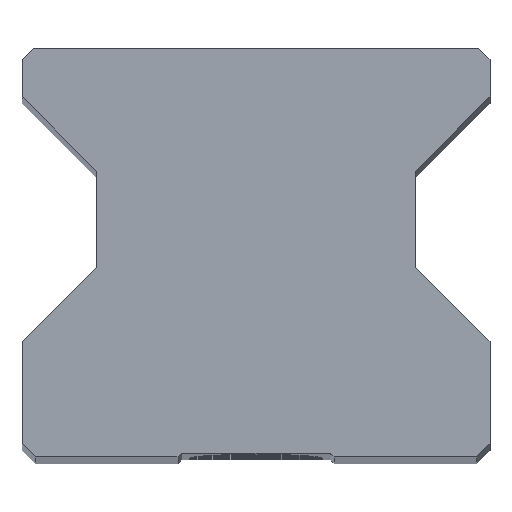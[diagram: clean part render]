
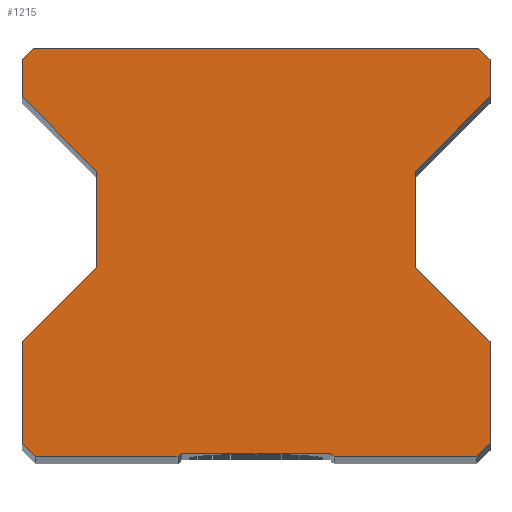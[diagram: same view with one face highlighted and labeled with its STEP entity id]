
A CAD part, top view. The second image highlights one B-rep face of the part: STEP entity #1215.
In plain terms, the highlighted planar face has unit normal (0, 0, 1).
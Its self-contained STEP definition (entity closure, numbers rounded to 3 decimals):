
#8 = DIRECTION ( 'NONE',  ( 0.707, -0.707, 0. ) ) ;
#9 = CARTESIAN_POINT ( 'NONE',  ( -31.5, -12.065, 523. ) ) ;
#31 = EDGE_CURVE ( 'NONE', #1104, #674, #491, .T. ) ;
#52 = CARTESIAN_POINT ( 'NONE',  ( -21.5, -2.065, 523. ) ) ;
#77 = DIRECTION ( 'NONE',  ( 0.707, -0.707, 0. ) ) ;
#95 = VERTEX_POINT ( 'NONE', #804 ) ;
#99 = ORIENTED_EDGE ( 'NONE', *, *, #1611, .F. ) ;
#106 = VERTEX_POINT ( 'NONE', #354 ) ;
#134 = ORIENTED_EDGE ( 'NONE', *, *, #31, .F. ) ;
#157 = CARTESIAN_POINT ( 'NONE',  ( -31.5, -25.801, 523. ) ) ;
#158 = EDGE_CURVE ( 'NONE', #488, #1162, #555, .T. ) ;
#182 = CARTESIAN_POINT ( 'NONE',  ( -30., 27.399, 523. ) ) ;
#194 = CARTESIAN_POINT ( 'NONE',  ( -31.5, 25.899, 523. ) ) ;
#204 = VECTOR ( 'NONE', #1801, 1000. ) ;
#209 = CARTESIAN_POINT ( 'NONE',  ( -21.5, 10.864, 523. ) ) ;
#246 = CARTESIAN_POINT ( 'NONE',  ( -30., 27.399, 523. ) ) ;
#247 = LINE ( 'NONE', #527, #204 ) ;
#270 = DIRECTION ( 'NONE',  ( -0.707, 0.707, 0. ) ) ;
#281 = DIRECTION ( 'NONE',  ( 0., -1., 0. ) ) ;
#287 = CARTESIAN_POINT ( 'NONE',  ( 31.5, 20.863, 523. ) ) ;
#316 = VERTEX_POINT ( 'NONE', #573 ) ;
#324 = DIRECTION ( 'NONE',  ( 0., 0., 1. ) ) ;
#338 = CARTESIAN_POINT ( 'NONE',  ( 31.5, 25.899, 523. ) ) ;
#344 = DIRECTION ( 'NONE',  ( 0., 1., 0. ) ) ;
#348 = DIRECTION ( 'NONE',  ( 0., 1., 0. ) ) ;
#352 = CARTESIAN_POINT ( 'NONE',  ( 10., -27.101, 523. ) ) ;
#354 = CARTESIAN_POINT ( 'NONE',  ( 31.5, -25.801, 523. ) ) ;
#376 = ORIENTED_EDGE ( 'NONE', *, *, #1997, .F. ) ;
#423 = CARTESIAN_POINT ( 'NONE',  ( -10., -27.101, 523. ) ) ;
#432 = EDGE_CURVE ( 'NONE', #794, #1442, #1295, .T. ) ;
#439 = LINE ( 'NONE', #1375, #1872 ) ;
#474 = EDGE_CURVE ( 'NONE', #1744, #858, #502, .T. ) ;
#488 = VERTEX_POINT ( 'NONE', #1127 ) ;
#491 = LINE ( 'NONE', #1277, #521 ) ;
#492 = FACE_OUTER_BOUND ( 'NONE', #569, .T. ) ;
#502 = LINE ( 'NONE', #822, #1313 ) ;
#521 = VECTOR ( 'NONE', #344, 1000. ) ;
#527 = CARTESIAN_POINT ( 'NONE',  ( -31.5, -12.065, 523. ) ) ;
#530 = LINE ( 'NONE', #1005, #1644 ) ;
#534 = LINE ( 'NONE', #52, #1505 ) ;
#539 = CARTESIAN_POINT ( 'NONE',  ( -10., -27.101, 523. ) ) ;
#545 = CARTESIAN_POINT ( 'NONE',  ( 21.5, -2.065, 523. ) ) ;
#549 = VERTEX_POINT ( 'NONE', #246 ) ;
#555 = LINE ( 'NONE', #545, #1775 ) ;
#562 = CARTESIAN_POINT ( 'NONE',  ( 29.7, -27.601, 523. ) ) ;
#569 = EDGE_LOOP ( 'NONE', ( #1507, #2001, #1182, #1539, #1623, #826, #1631, #1371, #739, #99, #1362, #1764, #636, #866, #134, #2017, #1869, #888, #376, #1523 ) ) ;
#573 = CARTESIAN_POINT ( 'NONE',  ( -10.5, -27.601, 523. ) ) ;
#611 = CARTESIAN_POINT ( 'NONE',  ( 31.5, -12.065, 523. ) ) ;
#636 = ORIENTED_EDGE ( 'NONE', *, *, #1651, .F. ) ;
#641 = DIRECTION ( 'NONE',  ( -1., 0., 0. ) ) ;
#654 = PLANE ( 'NONE',  #1966 ) ;
#668 = LINE ( 'NONE', #1107, #1450 ) ;
#672 = CARTESIAN_POINT ( 'NONE',  ( 31.5, 20.863, 523. ) ) ;
#674 = VERTEX_POINT ( 'NONE', #710 ) ;
#687 = DIRECTION ( 'NONE',  ( 0., 1., 0. ) ) ;
#694 = DIRECTION ( 'NONE',  ( -0.707, -0.707, 0. ) ) ;
#710 = CARTESIAN_POINT ( 'NONE',  ( -31.5, 25.899, 523. ) ) ;
#718 = EDGE_CURVE ( 'NONE', #95, #1104, #983, .T. ) ;
#719 = VERTEX_POINT ( 'NONE', #1349 ) ;
#739 = ORIENTED_EDGE ( 'NONE', *, *, #1025, .F. ) ;
#744 = CARTESIAN_POINT ( 'NONE',  ( 10.5, -27.601, 523. ) ) ;
#793 = LINE ( 'NONE', #157, #821 ) ;
#794 = VERTEX_POINT ( 'NONE', #562 ) ;
#804 = CARTESIAN_POINT ( 'NONE',  ( -21.5, 10.864, 523. ) ) ;
#812 = LINE ( 'NONE', #182, #1318 ) ;
#818 = DIRECTION ( 'NONE',  ( -1., 0., 0. ) ) ;
#821 = VECTOR ( 'NONE', #348, 1000. ) ;
#822 = CARTESIAN_POINT ( 'NONE',  ( 30., 27.399, 523. ) ) ;
#826 = ORIENTED_EDGE ( 'NONE', *, *, #1324, .F. ) ;
#832 = DIRECTION ( 'NONE',  ( -0.707, 0.707, 0. ) ) ;
#837 = VERTEX_POINT ( 'NONE', #1249 ) ;
#844 = DIRECTION ( 'NONE',  ( 0., -1., 0. ) ) ;
#858 = VERTEX_POINT ( 'NONE', #338 ) ;
#862 = LINE ( 'NONE', #1365, #1348 ) ;
#866 = ORIENTED_EDGE ( 'NONE', *, *, #988, .F. ) ;
#888 = ORIENTED_EDGE ( 'NONE', *, *, #1743, .F. ) ;
#913 = LINE ( 'NONE', #1724, #2000 ) ;
#940 = EDGE_CURVE ( 'NONE', #837, #95, #534, .T. ) ;
#951 = VECTOR ( 'NONE', #1589, 1000. ) ;
#957 = LINE ( 'NONE', #352, #951 ) ;
#983 = LINE ( 'NONE', #209, #1868 ) ;
#988 = EDGE_CURVE ( 'NONE', #674, #549, #1192, .T. ) ;
#1000 = CARTESIAN_POINT ( 'NONE',  ( 30., 27.399, 523. ) ) ;
#1005 = CARTESIAN_POINT ( 'NONE',  ( 31.5, -25.801, 523. ) ) ;
#1025 = EDGE_CURVE ( 'NONE', #1671, #488, #439, .T. ) ;
#1045 = DIRECTION ( 'NONE',  ( -0.707, -0.707, 0. ) ) ;
#1081 = VECTOR ( 'NONE', #1533, 1000. ) ;
#1104 = VERTEX_POINT ( 'NONE', #1396 ) ;
#1107 = CARTESIAN_POINT ( 'NONE',  ( -10.5, -27.601, 523. ) ) ;
#1112 = VECTOR ( 'NONE', #641, 1000. ) ;
#1127 = CARTESIAN_POINT ( 'NONE',  ( 21.5, -2.065, 523. ) ) ;
#1151 = EDGE_CURVE ( 'NONE', #1795, #719, #1888, .T. ) ;
#1162 = VERTEX_POINT ( 'NONE', #611 ) ;
#1182 = ORIENTED_EDGE ( 'NONE', *, *, #1591, .F. ) ;
#1192 = LINE ( 'NONE', #194, #1204 ) ;
#1197 = LINE ( 'NONE', #423, #1282 ) ;
#1204 = VECTOR ( 'NONE', #1976, 1000. ) ;
#1215 = ADVANCED_FACE ( 'NONE', ( #492 ), #654, .T. ) ;
#1217 = CARTESIAN_POINT ( 'NONE',  ( -29.7, -27.601, 523. ) ) ;
#1234 = CARTESIAN_POINT ( 'NONE',  ( 10., -27.101, 523. ) ) ;
#1239 = LINE ( 'NONE', #1373, #1673 ) ;
#1249 = CARTESIAN_POINT ( 'NONE',  ( -21.5, -2.065, 523. ) ) ;
#1254 = DIRECTION ( 'NONE',  ( -0.707, -0.707, 0. ) ) ;
#1277 = CARTESIAN_POINT ( 'NONE',  ( -31.5, 20.863, 523. ) ) ;
#1282 = VECTOR ( 'NONE', #1045, 1000. ) ;
#1294 = VERTEX_POINT ( 'NONE', #539 ) ;
#1295 = LINE ( 'NONE', #1588, #1112 ) ;
#1307 = EDGE_CURVE ( 'NONE', #1162, #106, #862, .T. ) ;
#1313 = VECTOR ( 'NONE', #8, 1000. ) ;
#1318 = VECTOR ( 'NONE', #1615, 1000. ) ;
#1324 = EDGE_CURVE ( 'NONE', #106, #794, #530, .T. ) ;
#1348 = VECTOR ( 'NONE', #844, 1000. ) ;
#1349 = CARTESIAN_POINT ( 'NONE',  ( -31.5, -25.801, 523. ) ) ;
#1362 = ORIENTED_EDGE ( 'NONE', *, *, #1451, .F. ) ;
#1365 = CARTESIAN_POINT ( 'NONE',  ( 31.5, -12.065, 523. ) ) ;
#1371 = ORIENTED_EDGE ( 'NONE', *, *, #158, .F. ) ;
#1373 = CARTESIAN_POINT ( 'NONE',  ( 31.5, 25.899, 523. ) ) ;
#1375 = CARTESIAN_POINT ( 'NONE',  ( 21.5, 10.864, 523. ) ) ;
#1396 = CARTESIAN_POINT ( 'NONE',  ( -31.5, 20.863, 523. ) ) ;
#1437 = VERTEX_POINT ( 'NONE', #287 ) ;
#1442 = VERTEX_POINT ( 'NONE', #744 ) ;
#1450 = VECTOR ( 'NONE', #818, 1000. ) ;
#1451 = EDGE_CURVE ( 'NONE', #858, #1437, #1239, .T. ) ;
#1473 = EDGE_CURVE ( 'NONE', #1442, #1798, #913, .T. ) ;
#1505 = VECTOR ( 'NONE', #687, 1000. ) ;
#1507 = ORIENTED_EDGE ( 'NONE', *, *, #1960, .F. ) ;
#1511 = VECTOR ( 'NONE', #1254, 1000. ) ;
#1523 = ORIENTED_EDGE ( 'NONE', *, *, #1151, .F. ) ;
#1533 = DIRECTION ( 'NONE',  ( -0.707, 0.707, 0. ) ) ;
#1539 = ORIENTED_EDGE ( 'NONE', *, *, #1473, .F. ) ;
#1560 = EDGE_CURVE ( 'NONE', #1294, #316, #1197, .T. ) ;
#1569 = VERTEX_POINT ( 'NONE', #9 ) ;
#1577 = LINE ( 'NONE', #672, #1511 ) ;
#1588 = CARTESIAN_POINT ( 'NONE',  ( 29.7, -27.601, 523. ) ) ;
#1589 = DIRECTION ( 'NONE',  ( -1., 0., 0. ) ) ;
#1591 = EDGE_CURVE ( 'NONE', #1798, #1294, #957, .T. ) ;
#1592 = DIRECTION ( 'NONE',  ( 1., 0., 0. ) ) ;
#1611 = EDGE_CURVE ( 'NONE', #1437, #1671, #1577, .T. ) ;
#1615 = DIRECTION ( 'NONE',  ( 1., 0., 0. ) ) ;
#1623 = ORIENTED_EDGE ( 'NONE', *, *, #432, .F. ) ;
#1631 = ORIENTED_EDGE ( 'NONE', *, *, #1307, .F. ) ;
#1644 = VECTOR ( 'NONE', #694, 1000. ) ;
#1651 = EDGE_CURVE ( 'NONE', #549, #1744, #812, .T. ) ;
#1671 = VERTEX_POINT ( 'NONE', #1907 ) ;
#1673 = VECTOR ( 'NONE', #2024, 1000. ) ;
#1682 = CARTESIAN_POINT ( 'NONE',  ( -29.7, -27.601, 523. ) ) ;
#1724 = CARTESIAN_POINT ( 'NONE',  ( 10.5, -27.601, 523. ) ) ;
#1743 = EDGE_CURVE ( 'NONE', #1569, #837, #247, .T. ) ;
#1744 = VERTEX_POINT ( 'NONE', #1000 ) ;
#1750 = CARTESIAN_POINT ( 'NONE',  ( 0., 0.235, 523. ) ) ;
#1764 = ORIENTED_EDGE ( 'NONE', *, *, #474, .F. ) ;
#1775 = VECTOR ( 'NONE', #77, 1000. ) ;
#1795 = VERTEX_POINT ( 'NONE', #1217 ) ;
#1798 = VERTEX_POINT ( 'NONE', #1234 ) ;
#1801 = DIRECTION ( 'NONE',  ( 0.707, 0.707, 0. ) ) ;
#1868 = VECTOR ( 'NONE', #832, 1000. ) ;
#1869 = ORIENTED_EDGE ( 'NONE', *, *, #940, .F. ) ;
#1872 = VECTOR ( 'NONE', #281, 1000. ) ;
#1888 = LINE ( 'NONE', #1682, #1081 ) ;
#1907 = CARTESIAN_POINT ( 'NONE',  ( 21.5, 10.864, 523. ) ) ;
#1960 = EDGE_CURVE ( 'NONE', #316, #1795, #668, .T. ) ;
#1966 = AXIS2_PLACEMENT_3D ( 'NONE', #1750, #324, #1592 ) ;
#1976 = DIRECTION ( 'NONE',  ( 0.707, 0.707, 0. ) ) ;
#1997 = EDGE_CURVE ( 'NONE', #719, #1569, #793, .T. ) ;
#2000 = VECTOR ( 'NONE', #270, 1000. ) ;
#2001 = ORIENTED_EDGE ( 'NONE', *, *, #1560, .F. ) ;
#2017 = ORIENTED_EDGE ( 'NONE', *, *, #718, .F. ) ;
#2024 = DIRECTION ( 'NONE',  ( 0., -1., 0. ) ) ;
